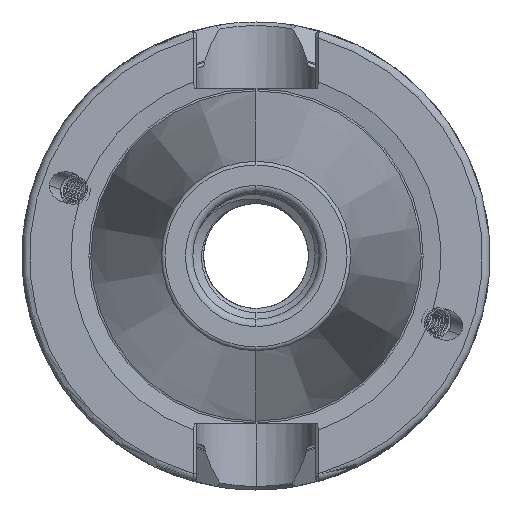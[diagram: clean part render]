
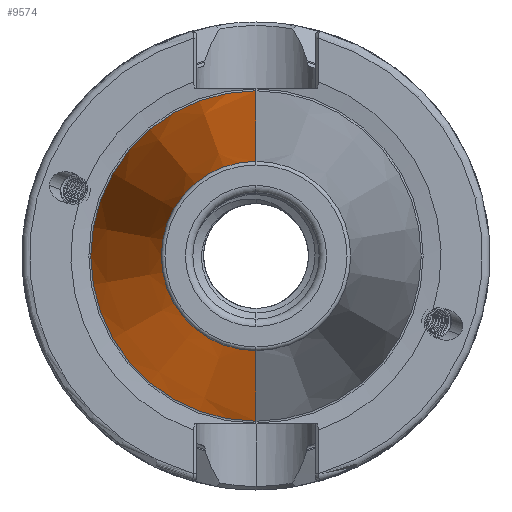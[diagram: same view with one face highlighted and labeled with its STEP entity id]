
A CAD part, left-side view. The second image highlights one B-rep face of the part: STEP entity #9574.
In plain terms, the highlighted conical face has half-angle 8.297 degrees and reference radius 22.24 mm.
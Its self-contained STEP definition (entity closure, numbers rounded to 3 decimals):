
#2660 = EDGE_LOOP ( 'NONE', ( #4177, #4172, #4173, #5127 ) ) ;
#2839 = VERTEX_POINT ( 'NONE', #23219 ) ;
#2843 = VERTEX_POINT ( 'NONE', #23226 ) ;
#2920 = VERTEX_POINT ( 'NONE', #23307 ) ;
#2921 = VERTEX_POINT ( 'NONE', #23334 ) ;
#3417 = AXIS2_PLACEMENT_3D ( 'NONE', #6989, #7012, #6978 ) ;
#3419 = AXIS2_PLACEMENT_3D ( 'NONE', #6784, #6785, #6802 ) ;
#3554 = AXIS2_PLACEMENT_3D ( 'NONE', #15146, #15133, #15163 ) ;
#4172 = ORIENTED_EDGE ( 'NONE', *, *, #9350, .T. ) ;
#4173 = ORIENTED_EDGE ( 'NONE', *, *, #9363, .F. ) ;
#4177 = ORIENTED_EDGE ( 'NONE', *, *, #9387, .T. ) ;
#4397 = CARTESIAN_POINT ( 'NONE',  ( -0.9, 0., 22.24 ) ) ;
#4407 = DIRECTION ( 'NONE',  ( 0.99, 0., 0.144 ) ) ;
#5127 = ORIENTED_EDGE ( 'NONE', *, *, #9370, .F. ) ;
#5933 = LINE ( 'NONE', #6801, #5946 ) ;
#5940 = CIRCLE ( 'NONE', #3417, 12.75 ) ;
#5946 = VECTOR ( 'NONE', #6848, 1000. ) ;
#5965 = CIRCLE ( 'NONE', #3419, 22.24 ) ;
#6140 = FACE_OUTER_BOUND ( 'NONE', #2660, .T. ) ;
#6218 = CONICAL_SURFACE ( 'NONE', #3554, 22.24, 0.145 ) ;
#6784 = CARTESIAN_POINT ( 'NONE',  ( -0.9, 0., 0. ) ) ;
#6785 = DIRECTION ( 'NONE',  ( 1., 0., 0. ) ) ;
#6801 = CARTESIAN_POINT ( 'NONE',  ( -0.9, 0., -22.24 ) ) ;
#6802 = DIRECTION ( 'NONE',  ( 0., 0., -1. ) ) ;
#6848 = DIRECTION ( 'NONE',  ( 0.99, 0., -0.144 ) ) ;
#6978 = DIRECTION ( 'NONE',  ( 0., 0., -1. ) ) ;
#6989 = CARTESIAN_POINT ( 'NONE',  ( -65.972, 0., 0. ) ) ;
#7012 = DIRECTION ( 'NONE',  ( 1., 0., 0. ) ) ;
#9350 = EDGE_CURVE ( 'NONE', #2920, #2839, #20676, .T. ) ;
#9363 = EDGE_CURVE ( 'NONE', #2843, #2839, #5965, .T. ) ;
#9370 = EDGE_CURVE ( 'NONE', #2921, #2843, #5933, .T. ) ;
#9387 = EDGE_CURVE ( 'NONE', #2921, #2920, #5940, .T. ) ;
#9574 = ADVANCED_FACE ( 'NONE', ( #6140 ), #6218, .T. ) ;
#15133 = DIRECTION ( 'NONE',  ( 1., 0., 0. ) ) ;
#15146 = CARTESIAN_POINT ( 'NONE',  ( -0.9, 0., 0. ) ) ;
#15163 = DIRECTION ( 'NONE',  ( 0., 0., -1. ) ) ;
#20676 = LINE ( 'NONE', #4397, #20726 ) ;
#20726 = VECTOR ( 'NONE', #4407, 1000. ) ;
#23219 = CARTESIAN_POINT ( 'NONE',  ( -0.9, 0., 22.24 ) ) ;
#23226 = CARTESIAN_POINT ( 'NONE',  ( -0.9, 0., -22.24 ) ) ;
#23307 = CARTESIAN_POINT ( 'NONE',  ( -65.972, 0., 12.75 ) ) ;
#23334 = CARTESIAN_POINT ( 'NONE',  ( -65.972, 0., -12.75 ) ) ;
